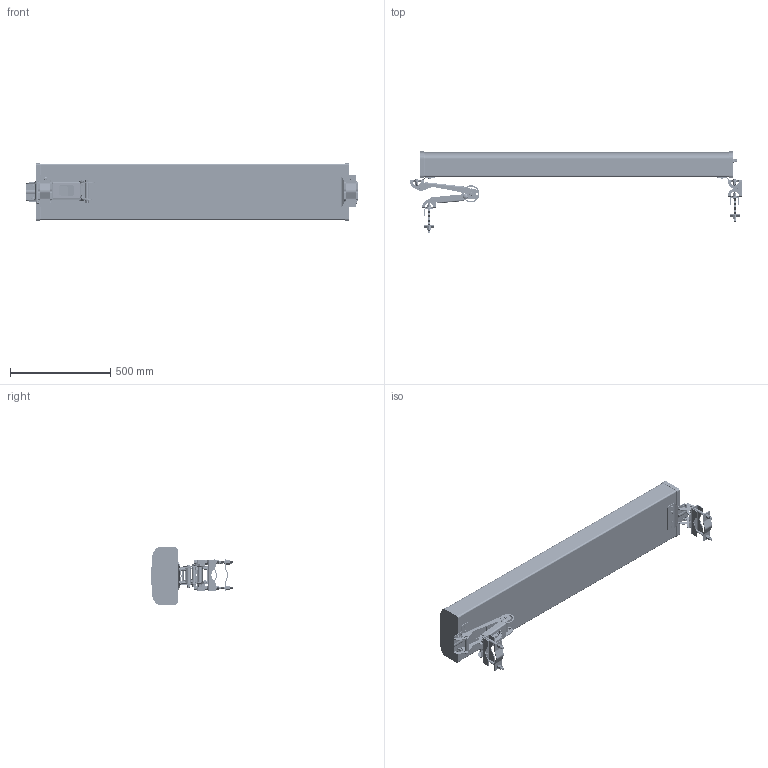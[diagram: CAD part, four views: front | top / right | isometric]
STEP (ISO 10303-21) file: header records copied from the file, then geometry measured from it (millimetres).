
FILE_DESCRIPTION (( 'STEP AP214' ), '1' );
FILE_NAME ('HG72712P-120.STEP', '2017-12-26T19:25:55', ( '' ), ( '' ), 'SwSTEP 2.0', 'SolidWorks 2014', '' );
FILE_SCHEMA (( 'AUTOMOTIVE_DESIGN' ));
Length unit declared in the file: inch
Products named in the file (11): HG72712P-120_BracketBolt2; HG72712P-120_BracketBolt1; HG72712P-120_Bracket4; HG72712P-120_Bracket3; HG72712P-120_Bracket1; HG72712P-120_Bracket2; HG72712P-120_ANTENNA; HG72712P-120; M8-1.25x20mm; HG72712P-120_Bracket_A-body; HG72712P-120_M8HexBoltW2N
Assembly tree (29 placements, depth 2):
  HG72712P-120
    HG72712P-120_ANTENNA
    HG72712P-120_Bracket2
    HG72712P-120_Bracket1
    HG72712P-120_Bracket3  x4
    HG72712P-120_Bracket4  x2
    HG72712P-120_BracketBolt1  x4
    HG72712P-120_BracketBolt2  x2
    HG72712P-120_M8HexBoltW2N  x4
    HG72712P-120_Bracket_A-body  x2
    M8-1.25x20mm  x8
Bounding box: 1659.77 x 406.94 x 285.89 mm (x, y, z)
Volume: 53776861.6 mm3; surface area: 1779140.6 mm2
Topology: 39 solids, 39 shells, 5607 faces, 12321 edges, 6903 vertices
Faces by surface type: cone 3890, plane 924, cylinder 539, torus 250, sphere 4
Entity records: 85687 total; most frequent: CARTESIAN_POINT 15512, DIRECTION 11191, ORIENTED_EDGE 10008, EDGE_CURVE 5004, AXIS2_PLACEMENT_3D 4445, VERTEX_POINT 2870, EDGE_LOOP 2340, VECTOR 2301
